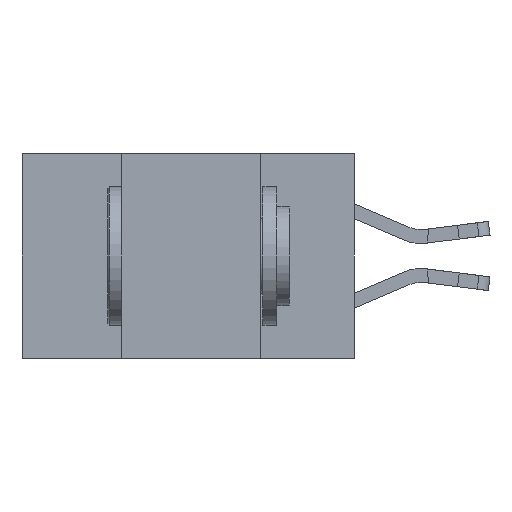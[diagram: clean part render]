
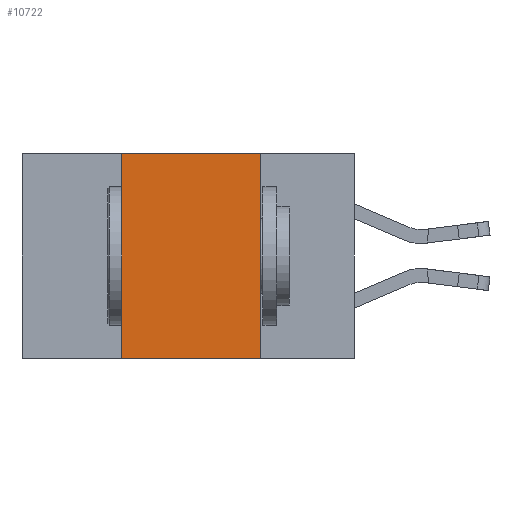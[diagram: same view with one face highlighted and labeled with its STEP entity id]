
A CAD part, left-side view. The second image highlights one B-rep face of the part: STEP entity #10722.
In plain terms, the highlighted planar face has unit normal (-1, 0, 0).
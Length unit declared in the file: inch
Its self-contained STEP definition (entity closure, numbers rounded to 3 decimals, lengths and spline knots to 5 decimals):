
#577 = DIRECTION ( 'NONE',  ( 0., 0., -1. ) ) ;
#595 = DIRECTION ( 'NONE',  ( 0., -1., 0. ) ) ;
#3451 = AXIS2_PLACEMENT_3D ( 'NONE', #7547, #4061, #577 ) ;
#3721 = ORIENTED_EDGE ( 'NONE', *, *, #18160, .F. ) ;
#3968 = CARTESIAN_POINT ( 'NONE',  ( 0., 0.6, -0.37 ) ) ;
#4061 = DIRECTION ( 'NONE',  ( 1., 0., 0. ) ) ;
#5070 = EDGE_LOOP ( 'NONE', ( #19404, #3721, #11815, #20446 ) ) ;
#5260 = CARTESIAN_POINT ( 'NONE',  ( 0., 0.42, 0. ) ) ;
#5629 = VECTOR ( 'NONE', #18853, 39.37008 ) ;
#6112 = CARTESIAN_POINT ( 'NONE',  ( 0., 0.42, -0.37 ) ) ;
#6497 = CARTESIAN_POINT ( 'NONE',  ( 0., 0.17, -0.37 ) ) ;
#7041 = VECTOR ( 'NONE', #13221, 39.37008 ) ;
#7507 = EDGE_CURVE ( 'NONE', #11657, #7941, #14069, .T. ) ;
#7547 = CARTESIAN_POINT ( 'NONE',  ( 0., 0.6, 0. ) ) ;
#7941 = VERTEX_POINT ( 'NONE', #6497 ) ;
#9447 = LINE ( 'NONE', #3968, #15249 ) ;
#10722 = ADVANCED_FACE ( 'NONE', ( #18239 ), #20126, .F. ) ;
#11032 = LINE ( 'NONE', #13110, #15957 ) ;
#11657 = VERTEX_POINT ( 'NONE', #12960 ) ;
#11815 = ORIENTED_EDGE ( 'NONE', *, *, #18154, .F. ) ;
#12960 = CARTESIAN_POINT ( 'NONE',  ( 0., 0.17, 0. ) ) ;
#13110 = CARTESIAN_POINT ( 'NONE',  ( 0., 0.6, 0. ) ) ;
#13221 = DIRECTION ( 'NONE',  ( 0., 0., 1. ) ) ;
#14069 = LINE ( 'NONE', #21192, #5629 ) ;
#15249 = VECTOR ( 'NONE', #595, 39.37008 ) ;
#15718 = VERTEX_POINT ( 'NONE', #5260 ) ;
#15957 = VECTOR ( 'NONE', #20327, 39.37008 ) ;
#18154 = EDGE_CURVE ( 'NONE', #19163, #15718, #19874, .T. ) ;
#18160 = EDGE_CURVE ( 'NONE', #15718, #11657, #11032, .T. ) ;
#18239 = FACE_OUTER_BOUND ( 'NONE', #5070, .T. ) ;
#18814 = EDGE_CURVE ( 'NONE', #19163, #7941, #9447, .T. ) ;
#18853 = DIRECTION ( 'NONE',  ( 0., 0., -1. ) ) ;
#19163 = VERTEX_POINT ( 'NONE', #20555 ) ;
#19404 = ORIENTED_EDGE ( 'NONE', *, *, #7507, .F. ) ;
#19874 = LINE ( 'NONE', #6112, #7041 ) ;
#20126 = PLANE ( 'NONE',  #3451 ) ;
#20327 = DIRECTION ( 'NONE',  ( 0., -1., 0. ) ) ;
#20446 = ORIENTED_EDGE ( 'NONE', *, *, #18814, .T. ) ;
#20555 = CARTESIAN_POINT ( 'NONE',  ( 0., 0.42, -0.37 ) ) ;
#21192 = CARTESIAN_POINT ( 'NONE',  ( 0., 0.17, -0.37 ) ) ;
